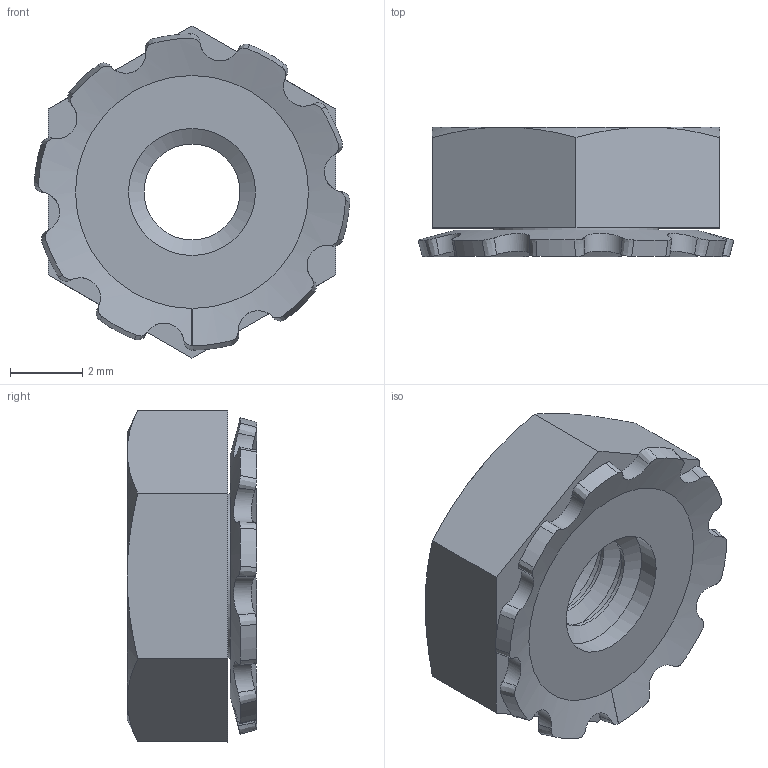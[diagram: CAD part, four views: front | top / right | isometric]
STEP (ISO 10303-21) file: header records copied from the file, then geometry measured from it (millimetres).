
FILE_DESCRIPTION(/* description */ (''),/* implementation_level */ '2;1');
FILE_NAME(/* name */ 'Tetrix_739094.ipt.stp',/* time_stamp */ '2014-12-18T17:46:45-08:00',/* author */ ('Autodesk Inc.'),/* organization */ ('Autodesk Inc.'),/* preprocessor_version */ 'ST-DEVELOPER v15.6',/* originating_system */ 'Autodesk Inventor 2015',/* authorisation */ '');
FILE_SCHEMA (('AUTOMOTIVE_DESIGN { 1 0 10303 214 3 1 1 }'));
Length unit declared in the file: millimetre
Products named in the file (1): Tetrix_739094
Bounding box: 8.72 x 3.57 x 9.17 mm (x, y, z)
Volume: 149.8 mm3; surface area: 304.5 mm2
Topology: 1 solids, 1 shells, 74 faces, 197 edges, 127 vertices
Faces by surface type: cone 26, bspline 20, cylinder 18, plane 10
Full cylindrical faces by diameter (mm): 2.646 x3, 3.505 x4, 4.541 x1
Entity records: 4575 total; most frequent: CARTESIAN_POINT 2901, ORIENTED_EDGE 340, DIRECTION 294, EDGE_CURVE 170, AXIS2_PLACEMENT_3D 141, VERTEX_POINT 118, EDGE_LOOP 96, STYLED_ITEM 75
